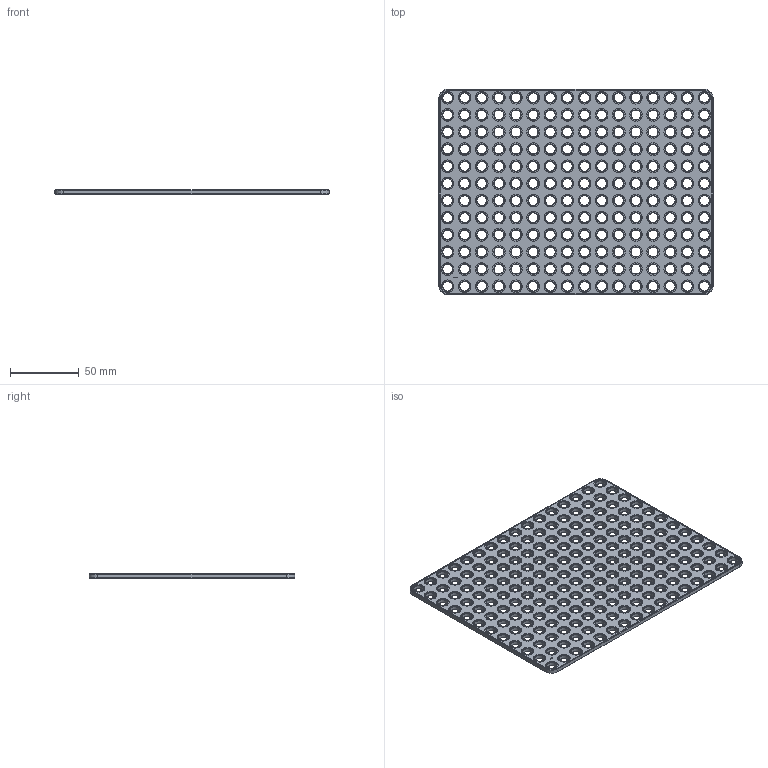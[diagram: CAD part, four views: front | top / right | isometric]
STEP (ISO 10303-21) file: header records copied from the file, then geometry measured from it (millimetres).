
FILE_DESCRIPTION(('FreeCAD Model'),'2;1');
FILE_NAME('Open CASCADE Shape Model','2024-10-08T19:21:16',(''),(''), 'Open CASCADE STEP processor 7.7','FreeCAD','Unknown');
FILE_SCHEMA(('AUTOMOTIVE_DESIGN { 1 0 10303 214 1 1 1 1 }'));
Length unit declared in the file: millimetre
Products named in the file (1): Plate RCT CRNR BU16x12x00.25 - SPN-PLT-0186 (stemfie.org)
Bounding box: 200 x 150 x 3.12 mm (x, y, z)
Volume: 66770.9 mm3; surface area: 60069.7 mm2
Topology: 1 solids, 1 shells, 1462 faces, 3302 edges, 2068 vertices
Faces by surface type: plane 516, cylinder 392, cone 392, extrusion 162
Full cylindrical faces by diameter (mm): 7 x192, 9.2 x192
Entity records: 42056 total; most frequent: CARTESIAN_POINT 8165, DIRECTION 6918, ORIENTED_EDGE 6604, EDGE_CURVE 3302, AXIS2_PLACEMENT_3D 2477, FACE_BOUND 2072, EDGE_LOOP 2072, VERTEX_POINT 2068
